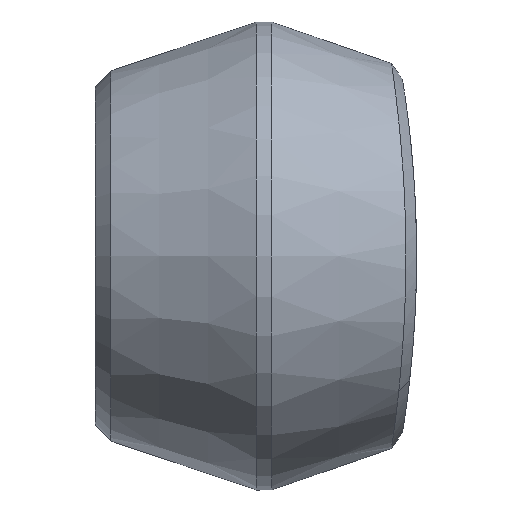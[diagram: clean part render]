
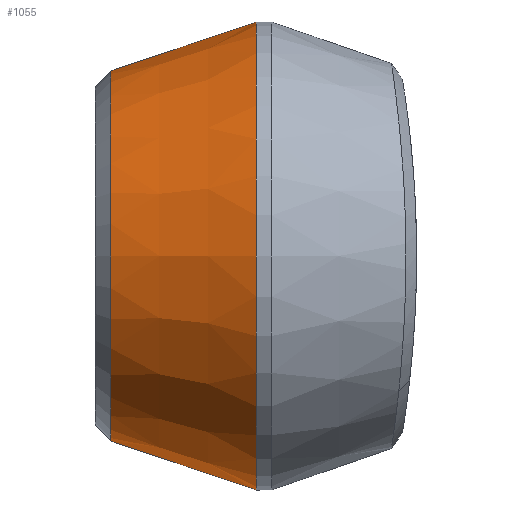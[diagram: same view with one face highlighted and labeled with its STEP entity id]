
A CAD part, left-side view. The second image highlights one B-rep face of the part: STEP entity #1055.
In plain terms, the highlighted conical face has half-angle 18.647 degrees and reference radius 20.079 mm.
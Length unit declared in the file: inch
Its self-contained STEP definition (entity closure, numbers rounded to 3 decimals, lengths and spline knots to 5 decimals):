
#12 = ORIENTED_EDGE ( 'NONE', *, *, #504, .T. ) ;
#25 = DIRECTION ( 'NONE',  ( 0., 0., -1. ) ) ;
#52 = AXIS2_PLACEMENT_3D ( 'NONE', #383, #823, #25 ) ;
#65 = LINE ( 'NONE', #841, #471 ) ;
#99 = ORIENTED_EDGE ( 'NONE', *, *, #949, .F. ) ;
#100 = CARTESIAN_POINT ( 'NONE',  ( 0., 5.556, 0.7905 ) ) ;
#118 = EDGE_CURVE ( 'NONE', #443, #179, #732, .T. ) ;
#179 = VERTEX_POINT ( 'NONE', #597 ) ;
#211 = EDGE_LOOP ( 'NONE', ( #99, #12, #267, #905 ) ) ;
#223 = CIRCLE ( 'NONE', #328, 0.7905 ) ;
#267 = ORIENTED_EDGE ( 'NONE', *, *, #118, .T. ) ;
#305 = DIRECTION ( 'NONE',  ( 0., 0., -1. ) ) ;
#328 = AXIS2_PLACEMENT_3D ( 'NONE', #1034, #522, #512 ) ;
#378 = AXIS2_PLACEMENT_3D ( 'NONE', #1081, #479, #305 ) ;
#383 = CARTESIAN_POINT ( 'NONE',  ( 0., 5.556, 0. ) ) ;
#389 = CIRCLE ( 'NONE', #378, 1. ) ;
#410 = DIRECTION ( 'NONE',  ( 0., -0.948, 0.32 ) ) ;
#437 = VERTEX_POINT ( 'NONE', #623 ) ;
#443 = VERTEX_POINT ( 'NONE', #599 ) ;
#466 = DIRECTION ( 'NONE',  ( 0., -0.948, -0.32 ) ) ;
#471 = VECTOR ( 'NONE', #410, 39.37008 ) ;
#479 = DIRECTION ( 'NONE',  ( 0., -1., 0. ) ) ;
#504 = EDGE_CURVE ( 'NONE', #701, #443, #223, .T. ) ;
#512 = DIRECTION ( 'NONE',  ( 0., 0., -1. ) ) ;
#522 = DIRECTION ( 'NONE',  ( 0., -1., 0. ) ) ;
#597 = CARTESIAN_POINT ( 'NONE',  ( 0., 4.93518, -1. ) ) ;
#599 = CARTESIAN_POINT ( 'NONE',  ( 0., 5.556, -0.7905 ) ) ;
#623 = CARTESIAN_POINT ( 'NONE',  ( 0., 4.93518, 1. ) ) ;
#654 = CARTESIAN_POINT ( 'NONE',  ( 0., 5.556, -0.7905 ) ) ;
#701 = VERTEX_POINT ( 'NONE', #100 ) ;
#732 = LINE ( 'NONE', #654, #1091 ) ;
#787 = EDGE_CURVE ( 'NONE', #437, #179, #389, .T. ) ;
#823 = DIRECTION ( 'NONE',  ( 0., -1., 0. ) ) ;
#841 = CARTESIAN_POINT ( 'NONE',  ( 0., 5.556, 0.7905 ) ) ;
#885 = FACE_OUTER_BOUND ( 'NONE', #211, .T. ) ;
#905 = ORIENTED_EDGE ( 'NONE', *, *, #787, .F. ) ;
#949 = EDGE_CURVE ( 'NONE', #701, #437, #65, .T. ) ;
#960 = CONICAL_SURFACE ( 'NONE', #52, 0.7905, 0.325 ) ;
#1034 = CARTESIAN_POINT ( 'NONE',  ( 0., 5.556, 0. ) ) ;
#1055 = ADVANCED_FACE ( 'NONE', ( #885 ), #960, .T. ) ;
#1081 = CARTESIAN_POINT ( 'NONE',  ( 0., 4.93518, 0. ) ) ;
#1091 = VECTOR ( 'NONE', #466, 39.37008 ) ;
